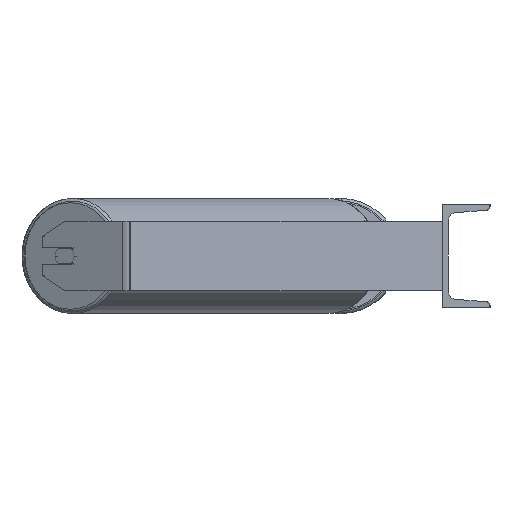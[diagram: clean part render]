
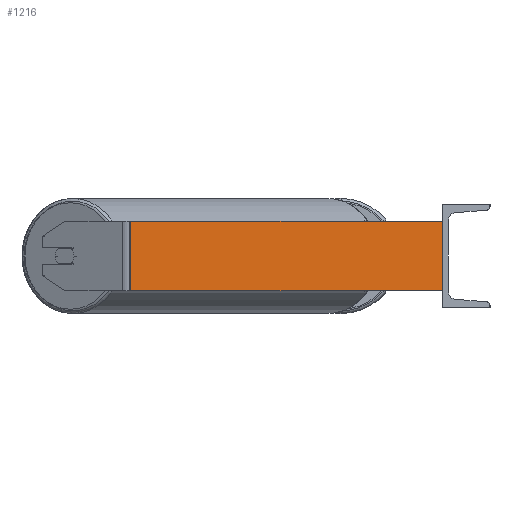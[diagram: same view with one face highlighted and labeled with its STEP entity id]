
A CAD part, left-side view. The second image highlights one B-rep face of the part: STEP entity #1216.
In plain terms, the highlighted planar face has unit normal (-0.996, -0.087, 0).
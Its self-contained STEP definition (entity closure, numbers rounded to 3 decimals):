
#180 = FACE_OUTER_BOUND ( 'NONE', #4045, .T. ) ;
#288 = PLANE ( 'NONE',  #8957 ) ;
#405 = ORIENTED_EDGE ( 'NONE', *, *, #2881, .F. ) ;
#868 = VERTEX_POINT ( 'NONE', #6721 ) ;
#1069 = DIRECTION ( 'NONE',  ( -0.087, 0.996, 0. ) ) ;
#1110 = VECTOR ( 'NONE', #6214, 1000. ) ;
#1216 = ADVANCED_FACE ( 'NONE', ( #180 ), #288, .F. ) ;
#2089 = CARTESIAN_POINT ( 'NONE',  ( -885., 0., 40. ) ) ;
#2328 = VECTOR ( 'NONE', #4896, 1000. ) ;
#2881 = EDGE_CURVE ( 'NONE', #868, #5627, #4718, .T. ) ;
#3017 = ORIENTED_EDGE ( 'NONE', *, *, #4596, .F. ) ;
#3100 = LINE ( 'NONE', #7416, #7759 ) ;
#3114 = CARTESIAN_POINT ( 'NONE',  ( -916.94, 365.07, 40. ) ) ;
#4009 = CARTESIAN_POINT ( 'NONE',  ( -885., 0., -40. ) ) ;
#4045 = EDGE_LOOP ( 'NONE', ( #6669, #405, #3017, #6814 ) ) ;
#4500 = CARTESIAN_POINT ( 'NONE',  ( -916.5, 360.045, 40. ) ) ;
#4596 = EDGE_CURVE ( 'NONE', #8965, #868, #6974, .T. ) ;
#4718 = LINE ( 'NONE', #2089, #2328 ) ;
#4896 = DIRECTION ( 'NONE',  ( 0., 0., -1. ) ) ;
#5453 = VECTOR ( 'NONE', #6860, 1000. ) ;
#5627 = VERTEX_POINT ( 'NONE', #4009 ) ;
#5827 = DIRECTION ( 'NONE',  ( 0.996, 0.087, 0. ) ) ;
#6214 = DIRECTION ( 'NONE',  ( 0.087, -0.996, 0. ) ) ;
#6250 = CARTESIAN_POINT ( 'NONE',  ( -916.94, 365.07, -40. ) ) ;
#6669 = ORIENTED_EDGE ( 'NONE', *, *, #9109, .T. ) ;
#6721 = CARTESIAN_POINT ( 'NONE',  ( -885., 0., 40. ) ) ;
#6814 = ORIENTED_EDGE ( 'NONE', *, *, #6977, .T. ) ;
#6860 = DIRECTION ( 'NONE',  ( 0.087, -0.996, 0. ) ) ;
#6974 = LINE ( 'NONE', #8139, #1110 ) ;
#6977 = EDGE_CURVE ( 'NONE', #8965, #8704, #3100, .T. ) ;
#7416 = CARTESIAN_POINT ( 'NONE',  ( -916.5, 360.045, 40. ) ) ;
#7586 = LINE ( 'NONE', #6250, #5453 ) ;
#7759 = VECTOR ( 'NONE', #8847, 1000. ) ;
#7936 = CARTESIAN_POINT ( 'NONE',  ( -916.5, 360.045, -40. ) ) ;
#8139 = CARTESIAN_POINT ( 'NONE',  ( -916.94, 365.07, 40. ) ) ;
#8704 = VERTEX_POINT ( 'NONE', #7936 ) ;
#8847 = DIRECTION ( 'NONE',  ( 0., 0., -1. ) ) ;
#8957 = AXIS2_PLACEMENT_3D ( 'NONE', #3114, #5827, #1069 ) ;
#8965 = VERTEX_POINT ( 'NONE', #4500 ) ;
#9109 = EDGE_CURVE ( 'NONE', #8704, #5627, #7586, .T. ) ;
